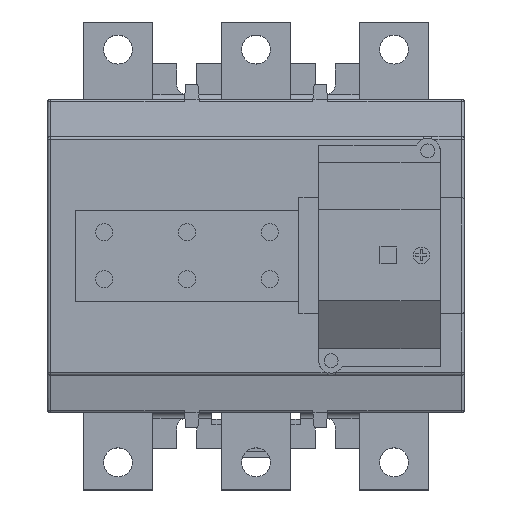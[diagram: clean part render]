
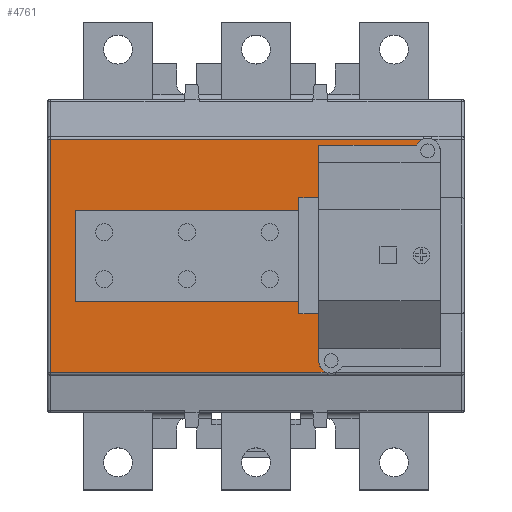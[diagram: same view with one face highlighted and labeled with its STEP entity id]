
A CAD part, top view. The second image highlights one B-rep face of the part: STEP entity #4761.
In plain terms, the highlighted planar face has unit normal (0, 0, 1).
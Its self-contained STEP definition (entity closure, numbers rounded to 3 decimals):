
#105 = VERTEX_POINT ( 'NONE', #12010 ) ;
#113 = DIRECTION ( 'NONE',  ( 0., -1., 0. ) ) ;
#180 = ORIENTED_EDGE ( 'NONE', *, *, #12037, .T. ) ;
#286 = EDGE_CURVE ( 'NONE', #5910, #1867, #13585, .T. ) ;
#316 = AXIS2_PLACEMENT_3D ( 'NONE', #6991, #5886, #10423 ) ;
#453 = LINE ( 'NONE', #10723, #14219 ) ;
#536 = CARTESIAN_POINT ( 'NONE',  ( 75.5, -42.25, 95. ) ) ;
#778 = EDGE_CURVE ( 'NONE', #2368, #10492, #9347, .T. ) ;
#819 = DIRECTION ( 'NONE',  ( 0., 0., 1. ) ) ;
#886 = VERTEX_POINT ( 'NONE', #1079 ) ;
#907 = CARTESIAN_POINT ( 'NONE',  ( 15.5, 21., 95. ) ) ;
#1079 = CARTESIAN_POINT ( 'NONE',  ( 15.5, 16.5, 95. ) ) ;
#1145 = CARTESIAN_POINT ( 'NONE',  ( 75.5, 21., 95. ) ) ;
#1243 = CARTESIAN_POINT ( 'NONE',  ( 58.169, 40., 95. ) ) ;
#1296 = CARTESIAN_POINT ( 'NONE',  ( 75.5, -21., 95. ) ) ;
#1318 = LINE ( 'NONE', #5854, #3557 ) ;
#1442 = CARTESIAN_POINT ( 'NONE',  ( 22.7, -38., 95. ) ) ;
#1660 = DIRECTION ( 'NONE',  ( 1., 0., 0. ) ) ;
#1778 = DIRECTION ( 'NONE',  ( -1., 0., 0. ) ) ;
#1785 = VERTEX_POINT ( 'NONE', #1950 ) ;
#1813 = VECTOR ( 'NONE', #14059, 1000. ) ;
#1826 = AXIS2_PLACEMENT_3D ( 'NONE', #3689, #8213, #12768 ) ;
#1867 = VERTEX_POINT ( 'NONE', #907 ) ;
#1950 = CARTESIAN_POINT ( 'NONE',  ( 25.721, -42.25, 95. ) ) ;
#2013 = ORIENTED_EDGE ( 'NONE', *, *, #12395, .F. ) ;
#2129 = EDGE_LOOP ( 'NONE', ( #8108, #6623, #180, #9957, #9339, #4904, #12390, #3950, #9374, #2332, #5838, #6521, #14211, #12199, #2013 ) ) ;
#2207 = VERTEX_POINT ( 'NONE', #1442 ) ;
#2261 = DIRECTION ( 'NONE',  ( -1., 0., 0. ) ) ;
#2266 = LINE ( 'NONE', #1296, #7101 ) ;
#2332 = ORIENTED_EDGE ( 'NONE', *, *, #778, .F. ) ;
#2368 = VERTEX_POINT ( 'NONE', #12150 ) ;
#2687 = DIRECTION ( 'NONE',  ( 0., -1., 0. ) ) ;
#3043 = CARTESIAN_POINT ( 'NONE',  ( 15.5, -16.5, 95. ) ) ;
#3203 = CARTESIAN_POINT ( 'NONE',  ( 22.7, 40., 95. ) ) ;
#3485 = DIRECTION ( 'NONE',  ( 0., -1., 0. ) ) ;
#3557 = VECTOR ( 'NONE', #3485, 1000. ) ;
#3638 = LINE ( 'NONE', #1243, #5018 ) ;
#3689 = CARTESIAN_POINT ( 'NONE',  ( 62.2, 38., 95. ) ) ;
#3950 = ORIENTED_EDGE ( 'NONE', *, *, #6568, .F. ) ;
#4244 = DIRECTION ( 'NONE',  ( 1., 0., 0. ) ) ;
#4365 = LINE ( 'NONE', #8890, #4814 ) ;
#4642 = VERTEX_POINT ( 'NONE', #8854 ) ;
#4736 = CARTESIAN_POINT ( 'NONE',  ( -65.5, 16.5, 95. ) ) ;
#4761 = ADVANCED_FACE ( 'NONE', ( #8117 ), #12669, .F. ) ;
#4814 = VECTOR ( 'NONE', #5545, 1000. ) ;
#4904 = ORIENTED_EDGE ( 'NONE', *, *, #9823, .F. ) ;
#4910 = LINE ( 'NONE', #7060, #10233 ) ;
#5018 = VECTOR ( 'NONE', #7119, 1000. ) ;
#5507 = EDGE_CURVE ( 'NONE', #9658, #1785, #7312, .T. ) ;
#5545 = DIRECTION ( 'NONE',  ( 0., -1., 0. ) ) ;
#5599 = CARTESIAN_POINT ( 'NONE',  ( -65.5, -16.5, 95. ) ) ;
#5838 = ORIENTED_EDGE ( 'NONE', *, *, #7465, .F. ) ;
#5854 = CARTESIAN_POINT ( 'NONE',  ( 15.5, 21., 95. ) ) ;
#5886 = DIRECTION ( 'NONE',  ( 0., 0., -1. ) ) ;
#5910 = VERTEX_POINT ( 'NONE', #12207 ) ;
#6380 = CARTESIAN_POINT ( 'NONE',  ( -74.5, 42.25, 95. ) ) ;
#6521 = ORIENTED_EDGE ( 'NONE', *, *, #10325, .F. ) ;
#6568 = EDGE_CURVE ( 'NONE', #13300, #4642, #12638, .T. ) ;
#6623 = ORIENTED_EDGE ( 'NONE', *, *, #8479, .T. ) ;
#6991 = CARTESIAN_POINT ( 'NONE',  ( 75.5, -43.25, 95. ) ) ;
#7032 = VECTOR ( 'NONE', #2261, 1000. ) ;
#7060 = CARTESIAN_POINT ( 'NONE',  ( -74.5, -43.25, 95. ) ) ;
#7064 = VERTEX_POINT ( 'NONE', #9230 ) ;
#7101 = VECTOR ( 'NONE', #11576, 1000. ) ;
#7119 = DIRECTION ( 'NONE',  ( -1., 0., 0. ) ) ;
#7312 = LINE ( 'NONE', #536, #14611 ) ;
#7465 = EDGE_CURVE ( 'NONE', #886, #2368, #9498, .T. ) ;
#7659 = DIRECTION ( 'NONE',  ( 1., 0., 0. ) ) ;
#7728 = DIRECTION ( 'NONE',  ( 0., -1., 0. ) ) ;
#7963 = EDGE_CURVE ( 'NONE', #13618, #7064, #8952, .T. ) ;
#8069 = AXIS2_PLACEMENT_3D ( 'NONE', #11016, #819, #4244 ) ;
#8108 = ORIENTED_EDGE ( 'NONE', *, *, #7963, .F. ) ;
#8117 = FACE_OUTER_BOUND ( 'NONE', #2129, .T. ) ;
#8153 = CARTESIAN_POINT ( 'NONE',  ( -65.5, 16.5, 95. ) ) ;
#8156 = DIRECTION ( 'NONE',  ( 0., -1., 0. ) ) ;
#8213 = DIRECTION ( 'NONE',  ( 0., 0., 1. ) ) ;
#8479 = EDGE_CURVE ( 'NONE', #13618, #13330, #453, .T. ) ;
#8625 = CARTESIAN_POINT ( 'NONE',  ( -74.5, -42.25, 95. ) ) ;
#8854 = CARTESIAN_POINT ( 'NONE',  ( 15.5, -21., 95. ) ) ;
#8890 = CARTESIAN_POINT ( 'NONE',  ( 22.7, 40., 95. ) ) ;
#8941 = VECTOR ( 'NONE', #113, 1000. ) ;
#8952 = CIRCLE ( 'NONE', #1826, 4.5 ) ;
#9089 = EDGE_CURVE ( 'NONE', #11190, #5910, #4365, .T. ) ;
#9230 = CARTESIAN_POINT ( 'NONE',  ( 58.169, 40., 95. ) ) ;
#9339 = ORIENTED_EDGE ( 'NONE', *, *, #11855, .F. ) ;
#9347 = LINE ( 'NONE', #8153, #8941 ) ;
#9374 = ORIENTED_EDGE ( 'NONE', *, *, #9852, .F. ) ;
#9498 = LINE ( 'NONE', #4736, #1813 ) ;
#9658 = VERTEX_POINT ( 'NONE', #8625 ) ;
#9823 = EDGE_CURVE ( 'NONE', #105, #2207, #13404, .T. ) ;
#9852 = EDGE_CURVE ( 'NONE', #10492, #13300, #12435, .T. ) ;
#9957 = ORIENTED_EDGE ( 'NONE', *, *, #5507, .T. ) ;
#10233 = VECTOR ( 'NONE', #2687, 1000. ) ;
#10325 = EDGE_CURVE ( 'NONE', #1867, #886, #1318, .T. ) ;
#10423 = DIRECTION ( 'NONE',  ( -1., 0., 0. ) ) ;
#10492 = VERTEX_POINT ( 'NONE', #5599 ) ;
#10723 = CARTESIAN_POINT ( 'NONE',  ( 75.5, 42.25, 95. ) ) ;
#10925 = CIRCLE ( 'NONE', #8069, 4.5 ) ;
#11016 = CARTESIAN_POINT ( 'NONE',  ( 27.2, -38., 95. ) ) ;
#11134 = EDGE_CURVE ( 'NONE', #4642, #105, #2266, .T. ) ;
#11190 = VERTEX_POINT ( 'NONE', #12545 ) ;
#11517 = CARTESIAN_POINT ( 'NONE',  ( 15.5, 21., 95. ) ) ;
#11576 = DIRECTION ( 'NONE',  ( 1., 0., 0. ) ) ;
#11855 = EDGE_CURVE ( 'NONE', #2207, #1785, #10925, .T. ) ;
#12010 = CARTESIAN_POINT ( 'NONE',  ( 22.7, -21., 95. ) ) ;
#12037 = EDGE_CURVE ( 'NONE', #13330, #9658, #4910, .T. ) ;
#12104 = VECTOR ( 'NONE', #7728, 1000. ) ;
#12150 = CARTESIAN_POINT ( 'NONE',  ( -65.5, 16.5, 95. ) ) ;
#12199 = ORIENTED_EDGE ( 'NONE', *, *, #9089, .F. ) ;
#12207 = CARTESIAN_POINT ( 'NONE',  ( 22.7, 21., 95. ) ) ;
#12390 = ORIENTED_EDGE ( 'NONE', *, *, #11134, .F. ) ;
#12395 = EDGE_CURVE ( 'NONE', #7064, #11190, #3638, .T. ) ;
#12435 = LINE ( 'NONE', #13334, #13053 ) ;
#12545 = CARTESIAN_POINT ( 'NONE',  ( 22.7, 40., 95. ) ) ;
#12638 = LINE ( 'NONE', #11517, #14176 ) ;
#12669 = PLANE ( 'NONE',  #316 ) ;
#12768 = DIRECTION ( 'NONE',  ( 1., 0., 0. ) ) ;
#12800 = CARTESIAN_POINT ( 'NONE',  ( 60.721, 42.25, 95. ) ) ;
#13053 = VECTOR ( 'NONE', #7659, 1000. ) ;
#13300 = VERTEX_POINT ( 'NONE', #3043 ) ;
#13330 = VERTEX_POINT ( 'NONE', #6380 ) ;
#13334 = CARTESIAN_POINT ( 'NONE',  ( -65.5, -16.5, 95. ) ) ;
#13404 = LINE ( 'NONE', #3203, #12104 ) ;
#13585 = LINE ( 'NONE', #1145, #7032 ) ;
#13618 = VERTEX_POINT ( 'NONE', #12800 ) ;
#14059 = DIRECTION ( 'NONE',  ( -1., 0., 0. ) ) ;
#14176 = VECTOR ( 'NONE', #8156, 1000. ) ;
#14211 = ORIENTED_EDGE ( 'NONE', *, *, #286, .F. ) ;
#14219 = VECTOR ( 'NONE', #1778, 1000. ) ;
#14611 = VECTOR ( 'NONE', #1660, 1000. ) ;
